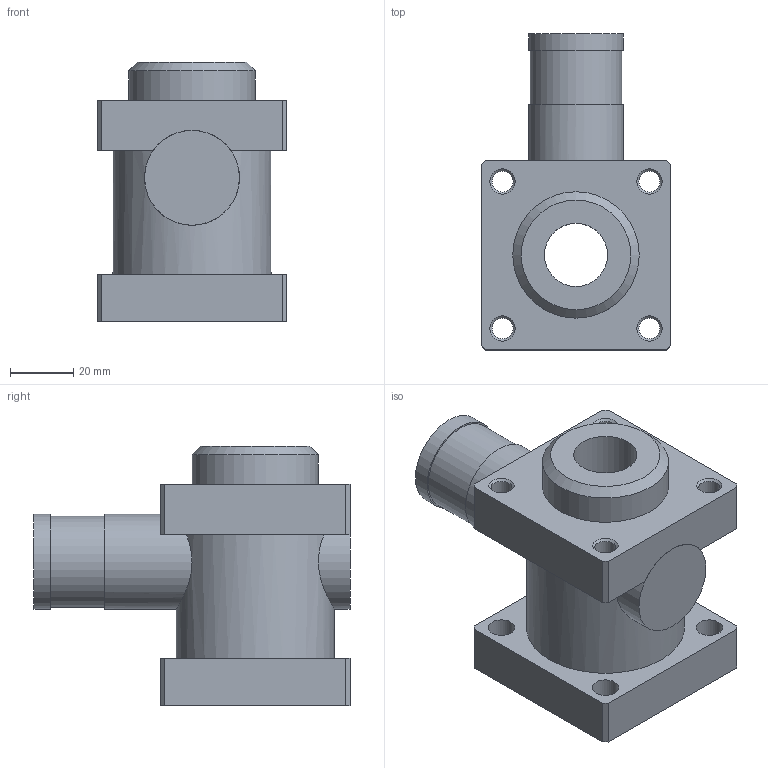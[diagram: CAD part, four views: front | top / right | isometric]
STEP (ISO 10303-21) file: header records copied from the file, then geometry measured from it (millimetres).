
FILE_DESCRIPTION((''),'2;1');
FILE_NAME('MSL-F20-50.stp','2012-10-05T13:09:46',('hartung_david'),(''),'Autodesk Inventor 2012','Autodesk Inventor 2012','');
FILE_SCHEMA(('AUTOMOTIVE_DESIGN { 1 0 10303 214 1 1 1 1 }'));
Length unit declared in the file: millimetre
Products named in the file (3): MSL-F20 / 50 ...; MSL-F20 / 50 ...1; MSL-F20 / 50 ...2
Assembly tree (2 placements, depth 2):
  MSL-F20 / 50 ...
    MSL-F20 / 50 ...1
    MSL-F20 / 50 ...2
Bounding box: 60 x 100 x 82 mm (x, y, z)
Volume: 174722.3 mm3; surface area: 47135.6 mm2
Topology: 2 solids, 2 shells, 58 faces, 145 edges, 94 vertices
Faces by surface type: plane 28, cylinder 20, cone 10
Full cylindrical faces by diameter (mm): 6.647 x4, 8.4 x4, 8.566 x1, 20 x1, 20.5 x1, 23 x2, 28.958 x1, 30 x2, 30.01 x1, 40 x2, 50 x1
Entity records: 1878 total; most frequent: CARTESIAN_POINT 511, DIRECTION 272, ORIENTED_EDGE 212, EDGE_LOOP 116, AXIS2_PLACEMENT_3D 109, EDGE_CURVE 106, VERTEX_POINT 86, FACE_OUTER_BOUND 58
